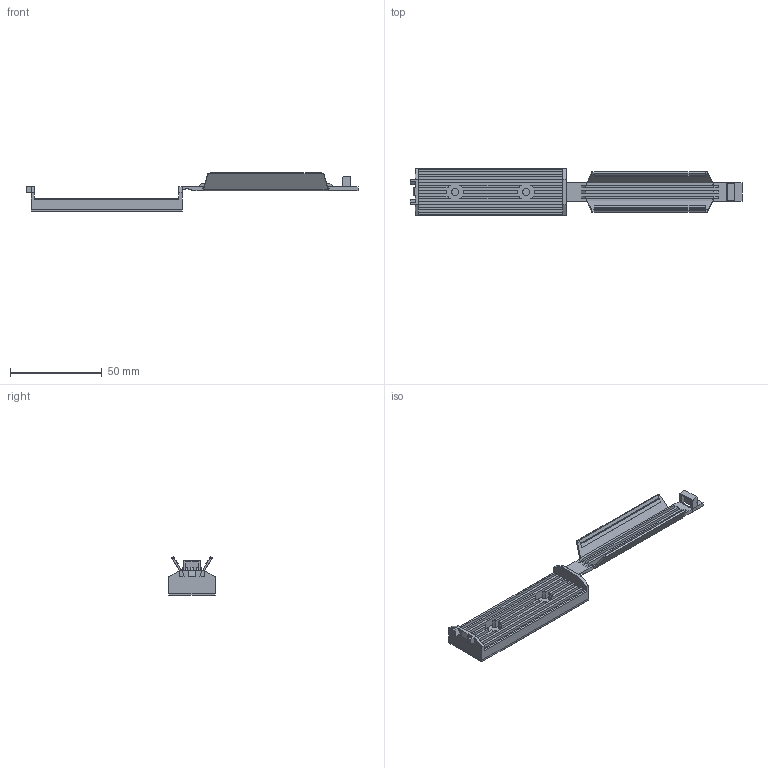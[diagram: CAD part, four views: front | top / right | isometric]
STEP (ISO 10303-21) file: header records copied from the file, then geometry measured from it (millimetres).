
FILE_DESCRIPTION( ( 'Unknown' ), '1' );
FILE_NAME( '524238000.stp', 'Unknown', ( 'Unknown' ), ( 'Unknown' ), 'PSStep 21.0.46', 'Unknown', ' ' );
FILE_SCHEMA( ( 'AUTOMOTIVE_DESIGN { 1 0 10303 214 1 1 1 1 }' ) );
Length unit declared in the file: millimetre
Products named in the file (4): Assem1; 524238000; Double adhesive tape; foil
Assembly tree (3 placements, depth 2):
  Assem1
    524238000
    Double adhesive tape
    foil
Bounding box: 180.95 x 25.4 x 21.1 mm (x, y, z)
Volume: 14059.4 mm3; surface area: 26695.2 mm2
Topology: 3 solids, 3 shells, 199 faces, 542 edges, 354 vertices
Faces by surface type: plane 159, cylinder 36, bspline 4
Full cylindrical faces by diameter (mm): 3.8 x2
Entity records: 7940 total; most frequent: CARTESIAN_POINT 1237, ORIENTED_EDGE 1080, DIRECTION 982, EDGE_CURVE 540, LINE 464, VECTOR 464, VERTEX_POINT 354, AXIS2_PLACEMENT_3D 259
